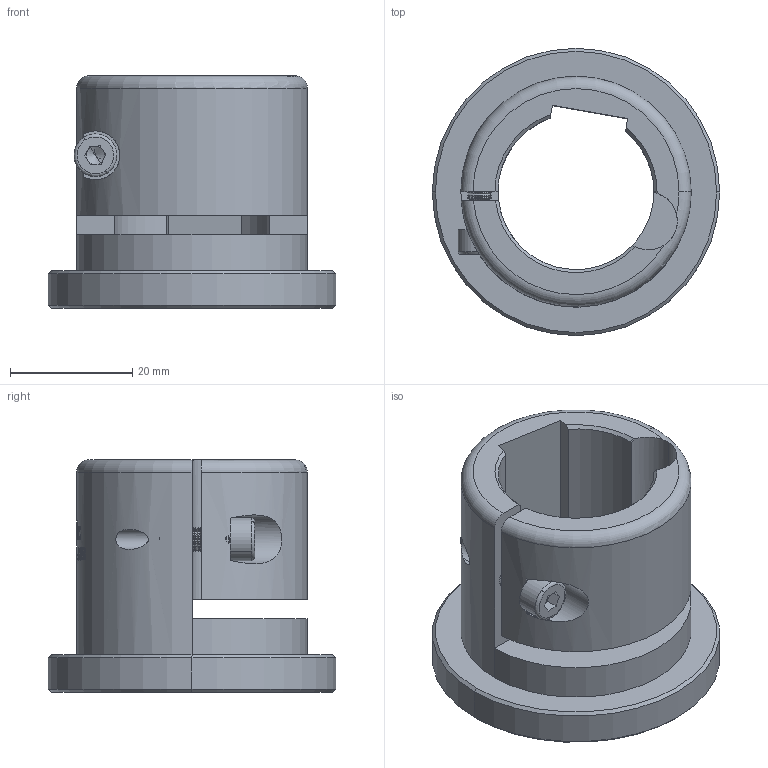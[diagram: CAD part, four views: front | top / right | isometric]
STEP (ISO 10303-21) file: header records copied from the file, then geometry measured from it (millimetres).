
FILE_DESCRIPTION (( 'STEP AP203' ), '1' );
FILE_NAME ('FCRB25-38B.STEP', '2025-06-30T09:21:47', ( '' ), ( '' ), 'SwSTEP 2.0', 'SolidWorks 2020', '' );
FILE_SCHEMA (( 'CONFIG_CONTROL_DESIGN' ));
Length unit declared in the file: millimetre
Products named in the file (1): FCRB25-38B
Bounding box: 47 x 47 x 38 mm (x, y, z)
Volume: 24035 mm3; surface area: 11280.2 mm2
Topology: 2 solids, 2 shells, 572 faces, 1546 edges, 1005 vertices
Faces by surface type: bspline 259, cone 119, cylinder 100, plane 92, torus 2
Entity records: 30903 total; most frequent: CARTESIAN_POINT 18497, ORIENTED_EDGE 3088, DIRECTION 1758, EDGE_CURVE 1544, VERTEX_POINT 1005, B_SPLINE_CURVE_WITH_KNOTS 826, AXIS2_PLACEMENT_3D 728, EDGE_LOOP 607
